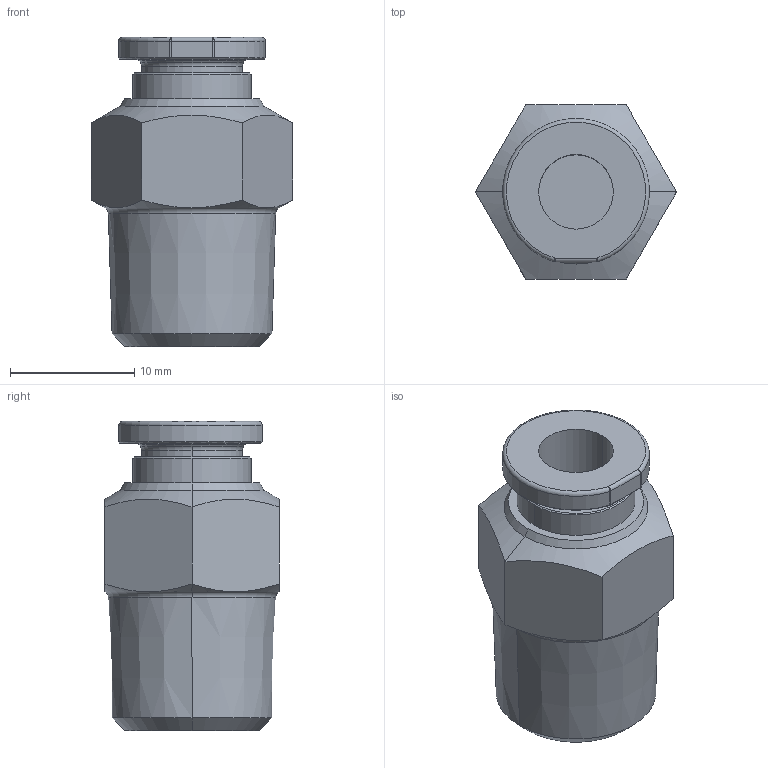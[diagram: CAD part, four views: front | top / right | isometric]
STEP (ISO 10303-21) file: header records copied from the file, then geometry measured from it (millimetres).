
FILE_DESCRIPTION(/* description */ ('AP214 STEP file'),/* implementation_level */ '2;1');
FILE_NAME(/* name */ 'SSPC6-02_.stp',/* time_stamp */ '2021-12-21T10:14:32+09:00',/* author */ (''),/* organization */ (''),/* preprocessor_version */ 'ST-DEVELOPER v17.1',/* originating_system */ 'Elysium Co. Ltd. STEP Translator v8.1.0.6',/* authorisation */ '');
FILE_SCHEMA (('AUTOMOTIVE_DESIGN { 1 0 10303 214 3 1 1 }'));
Length unit declared in the file: millimetre
Products named in the file (1): SSPC6-02_
Bounding box: 16.17 x 14 x 24.85 mm (x, y, z)
Volume: 2823.9 mm3; surface area: 1690.4 mm2
Topology: 1 solids, 1 shells, 51 faces, 108 edges, 60 vertices
Faces by surface type: cone 17, plane 14, cylinder 10, torus 7, sphere 2, extrusion 1
Entity records: 1057 total; most frequent: ORIENTED_EDGE 212, CARTESIAN_POINT 159, EDGE_CURVE 106, AXIS2_PLACEMENT_3D 98, VERTEX_POINT 60, EDGE_LOOP 54, ADVANCED_FACE 51, FACE_OUTER_BOUND 51
